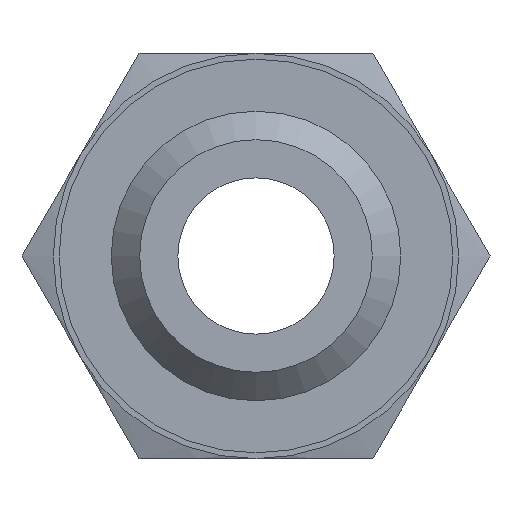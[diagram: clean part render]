
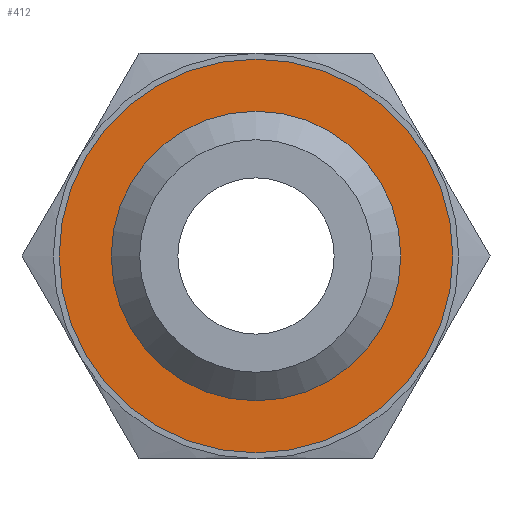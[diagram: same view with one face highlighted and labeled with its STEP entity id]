
A CAD part, front view. The second image highlights one B-rep face of the part: STEP entity #412.
In plain terms, the highlighted planar face has unit normal (0, -1, 0).
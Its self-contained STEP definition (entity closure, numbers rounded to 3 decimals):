
#39=PLANE('',#471);
#63=CIRCLE('',#470,3.4);
#64=CIRCLE('',#472,2.5);
#125=ORIENTED_EDGE('',*,*,#220,.F.);
#126=ORIENTED_EDGE('',*,*,#219,.T.);
#219=EDGE_CURVE('',#261,#261,#63,.T.);
#220=EDGE_CURVE('',#262,#262,#64,.T.);
#261=VERTEX_POINT('',#767);
#262=VERTEX_POINT('',#770);
#313=EDGE_LOOP('',(#125));
#314=EDGE_LOOP('',(#126));
#357=FACE_BOUND('',#313,.T.);
#358=FACE_BOUND('',#314,.T.);
#412=ADVANCED_FACE('',(#357,#358),#39,.F.);
#470=AXIS2_PLACEMENT_3D('',#766,#556,#557);
#471=AXIS2_PLACEMENT_3D('',#768,#558,#559);
#472=AXIS2_PLACEMENT_3D('',#769,#560,#561);
#556=DIRECTION('',(0.,-1.,0.));
#557=DIRECTION('',(0.,0.,-1.));
#558=DIRECTION('',(0.,1.,0.));
#559=DIRECTION('',(0.,0.,1.));
#560=DIRECTION('',(0.,-1.,0.));
#561=DIRECTION('',(0.,0.,-1.));
#766=CARTESIAN_POINT('',(0.,4.,0.));
#767=CARTESIAN_POINT('',(0.,4.,-3.4));
#768=CARTESIAN_POINT('',(3.4,4.,0.));
#769=CARTESIAN_POINT('',(0.,4.,0.));
#770=CARTESIAN_POINT('',(0.,4.,-2.5));
